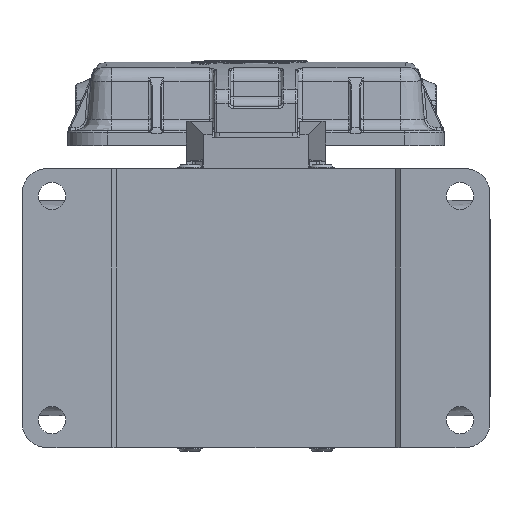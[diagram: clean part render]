
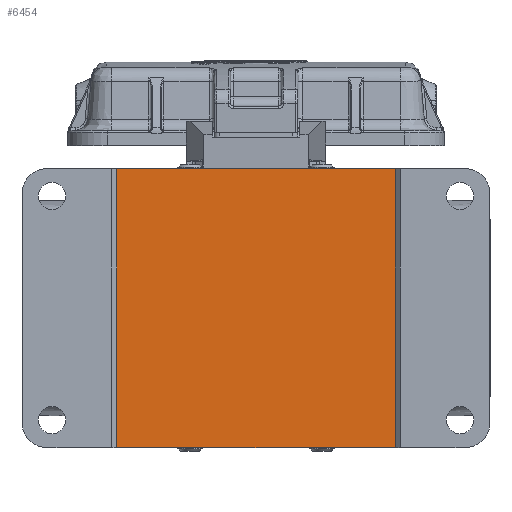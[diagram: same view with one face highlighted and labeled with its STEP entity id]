
A CAD part, front view. The second image highlights one B-rep face of the part: STEP entity #6454.
In plain terms, the highlighted planar face has unit normal (0, -1, 0).
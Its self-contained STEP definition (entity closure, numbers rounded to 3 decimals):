
#3407 = VERTEX_POINT ( 'NONE', #13930 ) ;
#3466 = VERTEX_POINT ( 'NONE', #13947 ) ;
#3474 = VERTEX_POINT ( 'NONE', #13951 ) ;
#3477 = VERTEX_POINT ( 'NONE', #13953 ) ;
#6454 = ADVANCED_FACE ( 'NONE', ( #15665 ), #19517, .F. ) ;
#13930 = CARTESIAN_POINT ( 'NONE',  ( 28., -76., -28. ) ) ;
#13947 = CARTESIAN_POINT ( 'NONE',  ( 28., -76., 28. ) ) ;
#13951 = CARTESIAN_POINT ( 'NONE',  ( -28., -76., -28. ) ) ;
#13953 = CARTESIAN_POINT ( 'NONE',  ( -28., -76., 28. ) ) ;
#15596 = EDGE_CURVE ( 'NONE', #3407, #3466, #24016, .T. ) ;
#15597 = EDGE_CURVE ( 'NONE', #3407, #3474, #24021, .T. ) ;
#15598 = EDGE_CURVE ( 'NONE', #3477, #3466, #24026, .T. ) ;
#15599 = EDGE_CURVE ( 'NONE', #3477, #3474, #24029, .T. ) ;
#15665 = FACE_OUTER_BOUND ( 'NONE', #20094, .T. ) ;
#15666 = AXIS2_PLACEMENT_3D ( 'NONE', #19518, #19519, #19520 ) ;
#19517 = PLANE ( 'NONE',  #15666 ) ;
#19518 = CARTESIAN_POINT ( 'NONE',  ( 28., -76., 33.6 ) ) ;
#19519 = DIRECTION ( 'NONE',  ( 0., 1., 0. ) ) ;
#19520 = DIRECTION ( 'NONE',  ( 0., 0., 1. ) ) ;
#20094 = EDGE_LOOP ( 'NONE', ( #40013, #40015, #40014, #40016 ) ) ;
#24016 = LINE ( 'NONE', #24018, #37426 ) ;
#24018 = CARTESIAN_POINT ( 'NONE',  ( 28., -76., 33.6 ) ) ;
#24020 = DIRECTION ( 'NONE',  ( 0., 0., 1. ) ) ;
#24021 = LINE ( 'NONE', #24023, #37427 ) ;
#24023 = CARTESIAN_POINT ( 'NONE',  ( 47., -76., -28. ) ) ;
#24024 = DIRECTION ( 'NONE',  ( -1., 0., 0. ) ) ;
#24026 = LINE ( 'NONE', #24027, #37428 ) ;
#24027 = CARTESIAN_POINT ( 'NONE',  ( -47., -76., 28. ) ) ;
#24028 = DIRECTION ( 'NONE',  ( 1., 0., 0. ) ) ;
#24029 = LINE ( 'NONE', #24030, #37429 ) ;
#24030 = CARTESIAN_POINT ( 'NONE',  ( -28., -76., 33.6 ) ) ;
#24032 = DIRECTION ( 'NONE',  ( 0., 0., -1. ) ) ;
#37426 = VECTOR ( 'NONE', #24020, 1000. ) ;
#37427 = VECTOR ( 'NONE', #24024, 1000. ) ;
#37428 = VECTOR ( 'NONE', #24028, 1000. ) ;
#37429 = VECTOR ( 'NONE', #24032, 1000. ) ;
#40013 = ORIENTED_EDGE ( 'NONE', *, *, #15597, .F. ) ;
#40014 = ORIENTED_EDGE ( 'NONE', *, *, #15598, .F. ) ;
#40015 = ORIENTED_EDGE ( 'NONE', *, *, #15596, .T. ) ;
#40016 = ORIENTED_EDGE ( 'NONE', *, *, #15599, .T. ) ;
